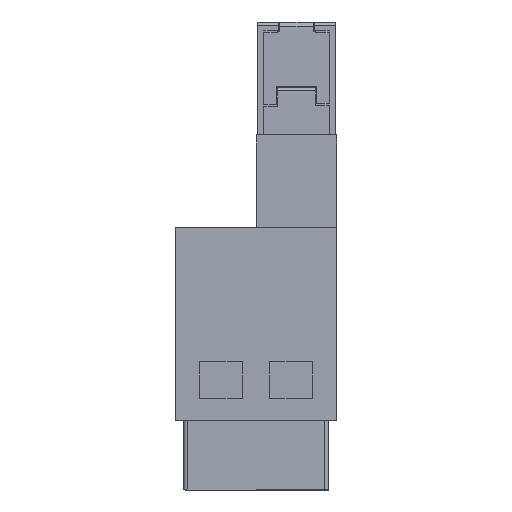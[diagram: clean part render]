
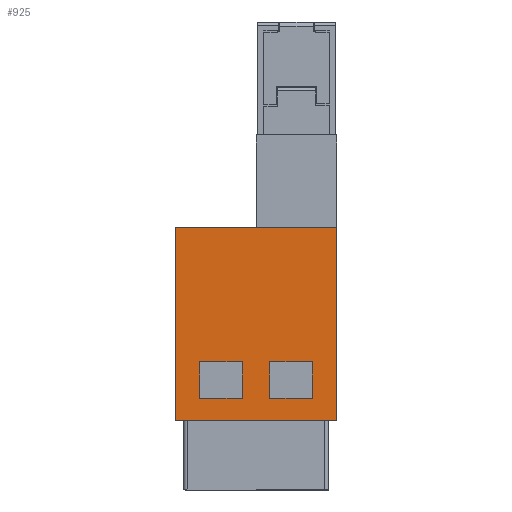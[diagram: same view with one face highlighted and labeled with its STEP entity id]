
A CAD part, front view. The second image highlights one B-rep face of the part: STEP entity #925.
In plain terms, the highlighted planar face has unit normal (0, -1, 0).
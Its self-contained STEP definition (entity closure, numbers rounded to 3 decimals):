
#837=AXIS2_PLACEMENT_3D('Plane Axis2P3D',#834,#835,#836) ;
#154=CARTESIAN_POINT('Vertex',(0.,0.,58.4)) ;
#157=CARTESIAN_POINT('Line Origine',(18.,0.,58.4)) ;
#161=CARTESIAN_POINT('Vertex',(36.,0.,58.4)) ;
#816=CARTESIAN_POINT('Vertex',(0.,0.,15.4)) ;
#819=CARTESIAN_POINT('Line Origine',(0.,0.,36.9)) ;
#834=CARTESIAN_POINT('Axis2P3D Location',(0.,0.,58.4)) ;
#839=CARTESIAN_POINT('Line Origine',(18.,0.,15.4)) ;
#843=CARTESIAN_POINT('Vertex',(36.,0.,15.4)) ;
#846=CARTESIAN_POINT('Line Origine',(36.,0.,36.9)) ;
#857=CARTESIAN_POINT('Line Origine',(25.8,0.,20.35)) ;
#861=CARTESIAN_POINT('Vertex',(21.05,0.,20.35)) ;
#863=CARTESIAN_POINT('Vertex',(30.55,0.,20.35)) ;
#866=CARTESIAN_POINT('Line Origine',(21.05,0.,24.425)) ;
#870=CARTESIAN_POINT('Vertex',(21.05,0.,28.5)) ;
#873=CARTESIAN_POINT('Line Origine',(25.8,0.,28.5)) ;
#877=CARTESIAN_POINT('Vertex',(30.55,0.,28.5)) ;
#880=CARTESIAN_POINT('Line Origine',(30.55,0.,24.425)) ;
#891=CARTESIAN_POINT('Line Origine',(14.95,0.,24.425)) ;
#895=CARTESIAN_POINT('Vertex',(14.95,0.,20.35)) ;
#897=CARTESIAN_POINT('Vertex',(14.95,0.,28.5)) ;
#900=CARTESIAN_POINT('Line Origine',(10.2,0.,20.35)) ;
#904=CARTESIAN_POINT('Vertex',(5.45,0.,20.35)) ;
#907=CARTESIAN_POINT('Line Origine',(5.45,0.,24.425)) ;
#911=CARTESIAN_POINT('Vertex',(5.45,0.,28.5)) ;
#914=CARTESIAN_POINT('Line Origine',(10.2,0.,28.5)) ;
#158=DIRECTION('Vector Direction',(1.,0.,0.)) ;
#820=DIRECTION('Vector Direction',(0.,0.,-1.)) ;
#835=DIRECTION('Axis2P3D Direction',(0.,1.,0.)) ;
#836=DIRECTION('Axis2P3D XDirection',(1.,0.,0.)) ;
#840=DIRECTION('Vector Direction',(1.,0.,0.)) ;
#847=DIRECTION('Vector Direction',(0.,0.,-1.)) ;
#858=DIRECTION('Vector Direction',(1.,0.,0.)) ;
#867=DIRECTION('Vector Direction',(0.,0.,-1.)) ;
#874=DIRECTION('Vector Direction',(-1.,0.,0.)) ;
#881=DIRECTION('Vector Direction',(0.,0.,1.)) ;
#892=DIRECTION('Vector Direction',(0.,0.,1.)) ;
#901=DIRECTION('Vector Direction',(1.,0.,0.)) ;
#908=DIRECTION('Vector Direction',(0.,0.,-1.)) ;
#915=DIRECTION('Vector Direction',(-1.,0.,0.)) ;
#159=VECTOR('Line Direction',#158,1.) ;
#821=VECTOR('Line Direction',#820,1.) ;
#841=VECTOR('Line Direction',#840,1.) ;
#848=VECTOR('Line Direction',#847,1.) ;
#859=VECTOR('Line Direction',#858,1.) ;
#868=VECTOR('Line Direction',#867,1.) ;
#875=VECTOR('Line Direction',#874,1.) ;
#882=VECTOR('Line Direction',#881,1.) ;
#893=VECTOR('Line Direction',#892,1.) ;
#902=VECTOR('Line Direction',#901,1.) ;
#909=VECTOR('Line Direction',#908,1.) ;
#916=VECTOR('Line Direction',#915,1.) ;
#852=ORIENTED_EDGE('',*,*,#845,.T.) ;
#853=ORIENTED_EDGE('',*,*,#850,.F.) ;
#854=ORIENTED_EDGE('',*,*,#163,.F.) ;
#855=ORIENTED_EDGE('',*,*,#823,.T.) ;
#886=ORIENTED_EDGE('',*,*,#865,.F.) ;
#887=ORIENTED_EDGE('',*,*,#872,.F.) ;
#888=ORIENTED_EDGE('',*,*,#879,.F.) ;
#889=ORIENTED_EDGE('',*,*,#884,.F.) ;
#920=ORIENTED_EDGE('',*,*,#899,.F.) ;
#921=ORIENTED_EDGE('',*,*,#906,.F.) ;
#922=ORIENTED_EDGE('',*,*,#913,.F.) ;
#923=ORIENTED_EDGE('',*,*,#918,.F.) ;
#890=FACE_BOUND('',#885,.T.) ;
#924=FACE_BOUND('',#919,.T.) ;
#925=ADVANCED_FACE('VPU',(#856,#890,#924),#838,.F.) ;
#163=EDGE_CURVE('',#155,#162,#160,.T.) ;
#823=EDGE_CURVE('',#155,#817,#822,.T.) ;
#845=EDGE_CURVE('',#817,#844,#842,.T.) ;
#850=EDGE_CURVE('',#162,#844,#849,.T.) ;
#865=EDGE_CURVE('',#862,#864,#860,.T.) ;
#872=EDGE_CURVE('',#871,#862,#869,.T.) ;
#879=EDGE_CURVE('',#878,#871,#876,.T.) ;
#884=EDGE_CURVE('',#864,#878,#883,.T.) ;
#899=EDGE_CURVE('',#896,#898,#894,.T.) ;
#906=EDGE_CURVE('',#905,#896,#903,.T.) ;
#913=EDGE_CURVE('',#912,#905,#910,.T.) ;
#918=EDGE_CURVE('',#898,#912,#917,.T.) ;
#851=EDGE_LOOP('',(#852,#853,#854,#855)) ;
#885=EDGE_LOOP('',(#886,#887,#888,#889)) ;
#919=EDGE_LOOP('',(#920,#921,#922,#923)) ;
#856=FACE_OUTER_BOUND('',#851,.T.) ;
#160=LINE('Line',#157,#159) ;
#822=LINE('Line',#819,#821) ;
#842=LINE('Line',#839,#841) ;
#849=LINE('Line',#846,#848) ;
#860=LINE('Line',#857,#859) ;
#869=LINE('Line',#866,#868) ;
#876=LINE('Line',#873,#875) ;
#883=LINE('Line',#880,#882) ;
#894=LINE('Line',#891,#893) ;
#903=LINE('Line',#900,#902) ;
#910=LINE('Line',#907,#909) ;
#917=LINE('Line',#914,#916) ;
#838=PLANE('',#837) ;
#155=VERTEX_POINT('',#154) ;
#162=VERTEX_POINT('',#161) ;
#817=VERTEX_POINT('',#816) ;
#844=VERTEX_POINT('',#843) ;
#862=VERTEX_POINT('',#861) ;
#864=VERTEX_POINT('',#863) ;
#871=VERTEX_POINT('',#870) ;
#878=VERTEX_POINT('',#877) ;
#896=VERTEX_POINT('',#895) ;
#898=VERTEX_POINT('',#897) ;
#905=VERTEX_POINT('',#904) ;
#912=VERTEX_POINT('',#911) ;
